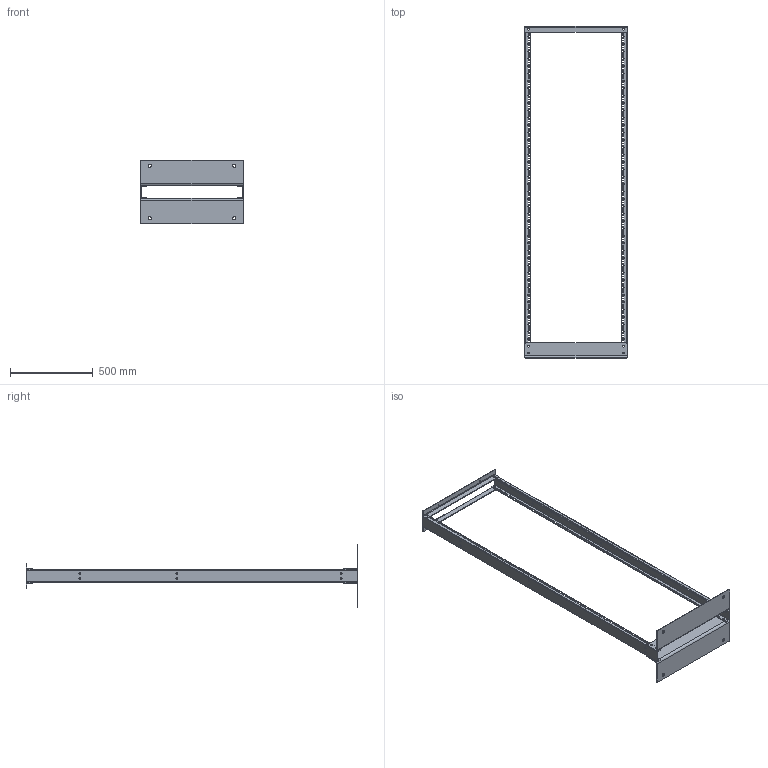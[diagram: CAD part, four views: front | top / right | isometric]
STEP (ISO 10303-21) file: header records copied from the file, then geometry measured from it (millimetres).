
FILE_DESCRIPTION (( 'STEP AP214' ), '1' );
FILE_NAME ('LC23IN2P42U-S_3D.step', '2024-03-11T20:09:01', ( '' ), ( '' ), 'SwSTEP 2.0', 'SolidWorks 2022', '' );
FILE_SCHEMA (( 'AUTOMOTIVE_DESIGN' ));
Length unit declared in the file: inch
Products named in the file (5): 10.10.030303.0001_4; 10.20.030301.0009_4; 10.10.030301.0009_42U·½¿×_4; LC23IN2P42U-S_3D; 10.10.030302.0003_4
Assembly tree (7 placements, depth 3):
  LC23IN2P42U-S_3D
    10.10.030303.0001_4  x2
    10.10.030302.0003_4  x2
    10.20.030301.0009_4  x2
      10.10.030301.0009_42U·½¿×_4
Bounding box: 616.45 x 1999.75 x 381 mm (x, y, z)
Volume: 3048438.3 mm3; surface area: 1807930.7 mm2
Topology: 6 solids, 6 shells, 2532 faces, 7560 edges, 5040 vertices
Faces by surface type: plane 2236, cylinder 296
Entity records: 43262 total; most frequent: CARTESIAN_POINT 7577, ORIENTED_EDGE 7560, DIRECTION 6630, EDGE_CURVE 3780, VECTOR 3484, LINE 3484, VERTEX_POINT 2520, EDGE_LOOP 1814
